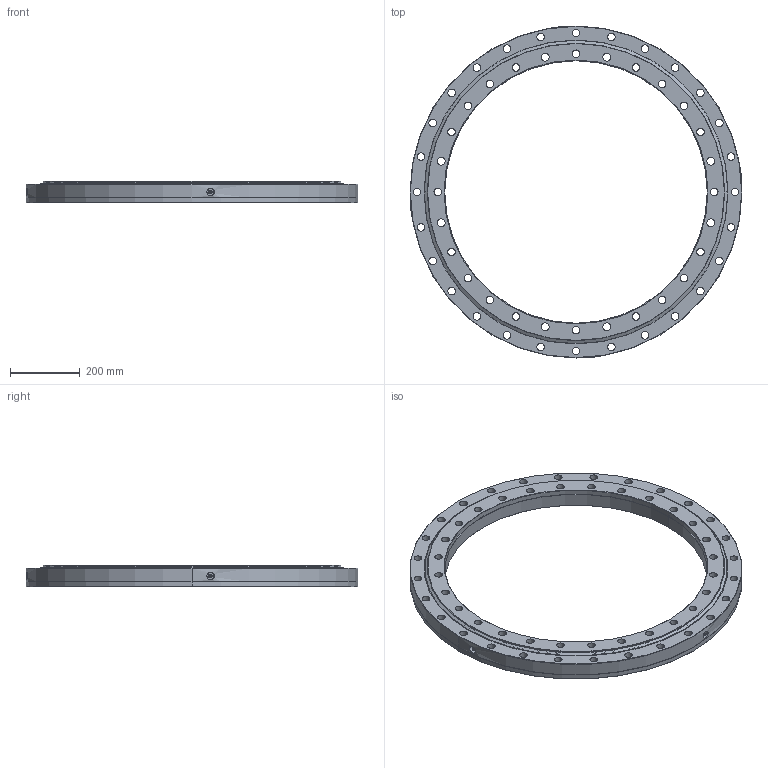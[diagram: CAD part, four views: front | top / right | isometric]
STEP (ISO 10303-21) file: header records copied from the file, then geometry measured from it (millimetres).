
FILE_DESCRIPTION (( 'STEP AP214' ), '1' );
FILE_NAME ('SD.955.25.00.B.STEP', '2018-05-31T13:28:13', ( '' ), ( '' ), 'SwSTEP 2.0', 'SolidWorks 2016', '' );
FILE_SCHEMA (( 'AUTOMOTIVE_DESIGN' ));
Length unit declared in the file: millimetre
Products named in the file (7): A.955.B25B.A1N.1 - OR Seal; A.955.B25B.A1N.1 - IR Seal; Grease nipple M10x1mm; SD.955.25.00.B; A.955.B25B.A1N.1 - IR; Ball D25; A.955.B25B.A1N.1 - OR
Assembly tree (100 placements, depth 2):
  SD.955.25.00.B
    A.955.B25B.A1N.1 - IR
    A.955.B25B.A1N.1 - OR
    Ball D25  x92
    A.955.B25B.A1N.1 - IR Seal
    A.955.B25B.A1N.1 - OR Seal
    Grease nipple M10x1mm  x4
Bounding box: 955 x 955 x 63 mm (x, y, z)
Volume: 12592529.8 mm3; surface area: 1796212.4 mm2
Topology: 100 solids, 100 shells, 565 faces, 1559 edges, 1026 vertices
Faces by surface type: sphere 184, cylinder 180, cone 96, plane 60, torus 45
Entity records: 10426 total; most frequent: CARTESIAN_POINT 2251, DIRECTION 1842, ORIENTED_EDGE 1402, AXIS2_PLACEMENT_3D 813, EDGE_CURVE 701, VERTEX_POINT 442, CIRCLE 429, EDGE_LOOP 421
